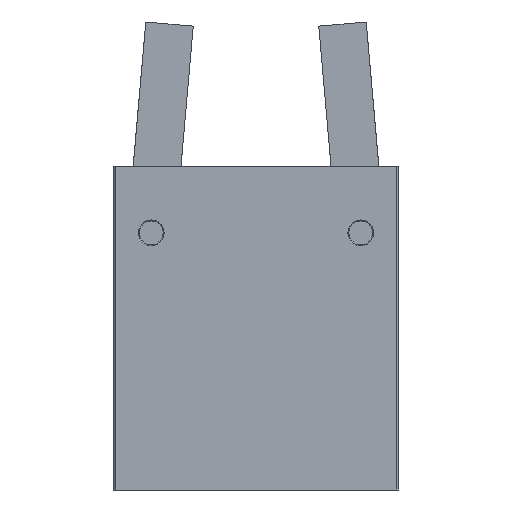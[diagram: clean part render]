
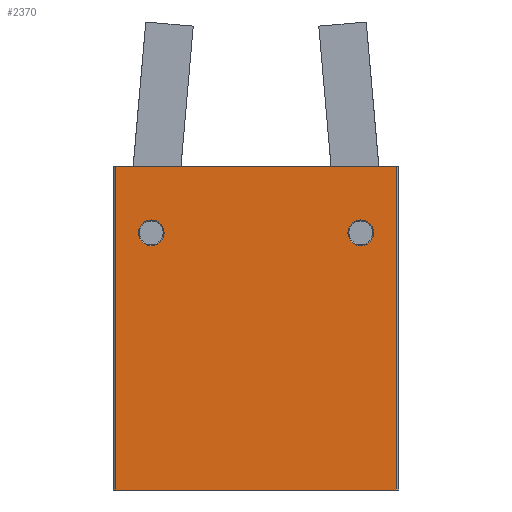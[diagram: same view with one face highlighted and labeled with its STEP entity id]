
A CAD part, left-side view. The second image highlights one B-rep face of the part: STEP entity #2370.
In plain terms, the highlighted planar face has unit normal (-1, 0, 0).
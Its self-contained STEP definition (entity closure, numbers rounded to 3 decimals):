
#2235=AXIS2_PLACEMENT_3D('Plane Axis2P3D',#2232,#2233,#2234) ;
#829=CARTESIAN_POINT('Line Origine',(-20.,0.,-68.)) ;
#833=CARTESIAN_POINT('Vertex',(-20.,-29.5,-68.)) ;
#835=CARTESIAN_POINT('Vertex',(-20.,29.5,-68.)) ;
#2232=CARTESIAN_POINT('Axis2P3D Location',(-20.,-29.5,-68.)) ;
#2237=CARTESIAN_POINT('Line Origine',(-20.,0.,0.)) ;
#2241=CARTESIAN_POINT('Vertex',(-20.,-29.5,0.)) ;
#2243=CARTESIAN_POINT('Vertex',(-20.,29.5,0.)) ;
#2246=CARTESIAN_POINT('Line Origine',(-20.,29.5,-34.)) ;
#2251=CARTESIAN_POINT('Line Origine',(-20.,-29.5,-34.)) ;
#2263=CARTESIAN_POINT('Control Point',(-20.,-22.,-11.3)) ;
#2264=CARTESIAN_POINT('Control Point',(-20.,-21.678,-11.3)) ;
#2265=CARTESIAN_POINT('Control Point',(-20.,-21.356,-11.348)) ;
#2266=CARTESIAN_POINT('Control Point',(-20.,-21.044,-11.444)) ;
#2267=CARTESIAN_POINT('Control Point',(-20.,-20.457,-11.726)) ;
#2268=CARTESIAN_POINT('Control Point',(-20.,-19.978,-12.167)) ;
#2269=CARTESIAN_POINT('Control Point',(-20.,-19.773,-12.422)) ;
#2270=CARTESIAN_POINT('Control Point',(-20.,-19.446,-12.985)) ;
#2271=CARTESIAN_POINT('Control Point',(-20.,-19.298,-13.619)) ;
#2272=CARTESIAN_POINT('Control Point',(-20.,-19.271,-13.945)) ;
#2273=CARTESIAN_POINT('Control Point',(-20.,-19.317,-14.594)) ;
#2274=CARTESIAN_POINT('Control Point',(-20.,-19.55,-15.202)) ;
#2275=CARTESIAN_POINT('Control Point',(-20.,-19.711,-15.487)) ;
#2276=CARTESIAN_POINT('Control Point',(-20.,-20.114,-15.999)) ;
#2277=CARTESIAN_POINT('Control Point',(-20.,-20.648,-16.371)) ;
#2278=CARTESIAN_POINT('Control Point',(-20.,-20.941,-16.515)) ;
#2279=CARTESIAN_POINT('Control Point',(-20.,-21.335,-16.641)) ;
#2280=CARTESIAN_POINT('Control Point',(-20.,-21.741,-16.69)) ;
#2281=CARTESIAN_POINT('Control Point',(-20.,-21.827,-16.697)) ;
#2282=CARTESIAN_POINT('Control Point',(-20.,-21.914,-16.7)) ;
#2283=CARTESIAN_POINT('Control Point',(-20.,-22.,-16.7)) ;
#2284=CARTESIAN_POINT('Vertex',(-20.,-22.,-11.3)) ;
#2286=CARTESIAN_POINT('Vertex',(-20.,-22.,-16.7)) ;
#2290=CARTESIAN_POINT('Control Point',(-20.,-22.,-16.7)) ;
#2291=CARTESIAN_POINT('Control Point',(-20.,-22.322,-16.7)) ;
#2292=CARTESIAN_POINT('Control Point',(-20.,-22.644,-16.652)) ;
#2293=CARTESIAN_POINT('Control Point',(-20.,-22.956,-16.556)) ;
#2294=CARTESIAN_POINT('Control Point',(-20.,-23.543,-16.274)) ;
#2295=CARTESIAN_POINT('Control Point',(-20.,-24.022,-15.833)) ;
#2296=CARTESIAN_POINT('Control Point',(-20.,-24.227,-15.578)) ;
#2297=CARTESIAN_POINT('Control Point',(-20.,-24.554,-15.015)) ;
#2298=CARTESIAN_POINT('Control Point',(-20.,-24.702,-14.381)) ;
#2299=CARTESIAN_POINT('Control Point',(-20.,-24.729,-14.055)) ;
#2300=CARTESIAN_POINT('Control Point',(-20.,-24.683,-13.406)) ;
#2301=CARTESIAN_POINT('Control Point',(-20.,-24.45,-12.798)) ;
#2302=CARTESIAN_POINT('Control Point',(-20.,-24.289,-12.513)) ;
#2303=CARTESIAN_POINT('Control Point',(-20.,-23.886,-12.001)) ;
#2304=CARTESIAN_POINT('Control Point',(-20.,-23.352,-11.629)) ;
#2305=CARTESIAN_POINT('Control Point',(-20.,-23.059,-11.485)) ;
#2306=CARTESIAN_POINT('Control Point',(-20.,-22.665,-11.359)) ;
#2307=CARTESIAN_POINT('Control Point',(-20.,-22.259,-11.31)) ;
#2308=CARTESIAN_POINT('Control Point',(-20.,-22.173,-11.303)) ;
#2309=CARTESIAN_POINT('Control Point',(-20.,-22.086,-11.3)) ;
#2310=CARTESIAN_POINT('Control Point',(-20.,-22.,-11.3)) ;
#2317=CARTESIAN_POINT('Control Point',(-20.,22.,-11.3)) ;
#2318=CARTESIAN_POINT('Control Point',(-20.,22.322,-11.3)) ;
#2319=CARTESIAN_POINT('Control Point',(-20.,22.644,-11.348)) ;
#2320=CARTESIAN_POINT('Control Point',(-20.,22.956,-11.444)) ;
#2321=CARTESIAN_POINT('Control Point',(-20.,23.543,-11.726)) ;
#2322=CARTESIAN_POINT('Control Point',(-20.,24.022,-12.167)) ;
#2323=CARTESIAN_POINT('Control Point',(-20.,24.227,-12.422)) ;
#2324=CARTESIAN_POINT('Control Point',(-20.,24.554,-12.985)) ;
#2325=CARTESIAN_POINT('Control Point',(-20.,24.702,-13.619)) ;
#2326=CARTESIAN_POINT('Control Point',(-20.,24.729,-13.945)) ;
#2327=CARTESIAN_POINT('Control Point',(-20.,24.683,-14.594)) ;
#2328=CARTESIAN_POINT('Control Point',(-20.,24.45,-15.202)) ;
#2329=CARTESIAN_POINT('Control Point',(-20.,24.289,-15.487)) ;
#2330=CARTESIAN_POINT('Control Point',(-20.,23.886,-15.999)) ;
#2331=CARTESIAN_POINT('Control Point',(-20.,23.352,-16.371)) ;
#2332=CARTESIAN_POINT('Control Point',(-20.,23.059,-16.515)) ;
#2333=CARTESIAN_POINT('Control Point',(-20.,22.665,-16.641)) ;
#2334=CARTESIAN_POINT('Control Point',(-20.,22.259,-16.69)) ;
#2335=CARTESIAN_POINT('Control Point',(-20.,22.173,-16.697)) ;
#2336=CARTESIAN_POINT('Control Point',(-20.,22.086,-16.7)) ;
#2337=CARTESIAN_POINT('Control Point',(-20.,22.,-16.7)) ;
#2338=CARTESIAN_POINT('Vertex',(-20.,22.,-11.3)) ;
#2340=CARTESIAN_POINT('Vertex',(-20.,22.,-16.7)) ;
#2344=CARTESIAN_POINT('Control Point',(-20.,22.,-16.7)) ;
#2345=CARTESIAN_POINT('Control Point',(-20.,21.678,-16.7)) ;
#2346=CARTESIAN_POINT('Control Point',(-20.,21.356,-16.652)) ;
#2347=CARTESIAN_POINT('Control Point',(-20.,21.044,-16.556)) ;
#2348=CARTESIAN_POINT('Control Point',(-20.,20.457,-16.274)) ;
#2349=CARTESIAN_POINT('Control Point',(-20.,19.978,-15.833)) ;
#2350=CARTESIAN_POINT('Control Point',(-20.,19.773,-15.578)) ;
#2351=CARTESIAN_POINT('Control Point',(-20.,19.446,-15.015)) ;
#2352=CARTESIAN_POINT('Control Point',(-20.,19.298,-14.381)) ;
#2353=CARTESIAN_POINT('Control Point',(-20.,19.271,-14.055)) ;
#2354=CARTESIAN_POINT('Control Point',(-20.,19.317,-13.406)) ;
#2355=CARTESIAN_POINT('Control Point',(-20.,19.55,-12.798)) ;
#2356=CARTESIAN_POINT('Control Point',(-20.,19.711,-12.513)) ;
#2357=CARTESIAN_POINT('Control Point',(-20.,20.114,-12.001)) ;
#2358=CARTESIAN_POINT('Control Point',(-20.,20.648,-11.629)) ;
#2359=CARTESIAN_POINT('Control Point',(-20.,20.941,-11.485)) ;
#2360=CARTESIAN_POINT('Control Point',(-20.,21.335,-11.359)) ;
#2361=CARTESIAN_POINT('Control Point',(-20.,21.741,-11.31)) ;
#2362=CARTESIAN_POINT('Control Point',(-20.,21.827,-11.303)) ;
#2363=CARTESIAN_POINT('Control Point',(-20.,21.914,-11.3)) ;
#2364=CARTESIAN_POINT('Control Point',(-20.,22.,-11.3)) ;
#830=DIRECTION('Vector Direction',(0.,1.,0.)) ;
#2233=DIRECTION('Axis2P3D Direction',(1.,0.,-0.)) ;
#2234=DIRECTION('Axis2P3D XDirection',(0.,0.,1.)) ;
#2238=DIRECTION('Vector Direction',(0.,1.,0.)) ;
#2247=DIRECTION('Vector Direction',(0.,0.,1.)) ;
#2252=DIRECTION('Vector Direction',(0.,0.,1.)) ;
#831=VECTOR('Line Direction',#830,1.) ;
#2239=VECTOR('Line Direction',#2238,1.) ;
#2248=VECTOR('Line Direction',#2247,1.) ;
#2253=VECTOR('Line Direction',#2252,1.) ;
#2257=ORIENTED_EDGE('',*,*,#2245,.T.) ;
#2258=ORIENTED_EDGE('',*,*,#2250,.F.) ;
#2259=ORIENTED_EDGE('',*,*,#837,.F.) ;
#2260=ORIENTED_EDGE('',*,*,#2255,.T.) ;
#2313=ORIENTED_EDGE('',*,*,#2288,.F.) ;
#2314=ORIENTED_EDGE('',*,*,#2311,.F.) ;
#2367=ORIENTED_EDGE('',*,*,#2342,.F.) ;
#2368=ORIENTED_EDGE('',*,*,#2365,.F.) ;
#2315=FACE_BOUND('',#2312,.T.) ;
#2369=FACE_BOUND('',#2366,.T.) ;
#2370=ADVANCED_FACE('GPA_32_T03_1357547_TUENKERS',(#2261,#2315,#2369),#2236,.F.) ;
#2262=B_SPLINE_CURVE_WITH_KNOTS('',5,(#2263,#2264,#2265,#2266,#2267,#2268,#2269,#2270,#2271,#2272,#2273,#2274,#2275,#2276,#2277,#2278,#2279,#2280,#2281,#2282,#2283),.UNSPECIFIED.,.F.,.U.,(6,3,3,3,3,3,6),(0.,2.277,4.554,6.83,9.107,11.384,11.995),.UNSPECIFIED.) ;
#2289=B_SPLINE_CURVE_WITH_KNOTS('',5,(#2290,#2291,#2292,#2293,#2294,#2295,#2296,#2297,#2298,#2299,#2300,#2301,#2302,#2303,#2304,#2305,#2306,#2307,#2308,#2309,#2310),.UNSPECIFIED.,.F.,.U.,(6,3,3,3,3,3,6),(0.,2.277,4.554,6.83,9.107,11.384,11.995),.UNSPECIFIED.) ;
#2316=B_SPLINE_CURVE_WITH_KNOTS('',5,(#2317,#2318,#2319,#2320,#2321,#2322,#2323,#2324,#2325,#2326,#2327,#2328,#2329,#2330,#2331,#2332,#2333,#2334,#2335,#2336,#2337),.UNSPECIFIED.,.F.,.U.,(6,3,3,3,3,3,6),(0.,2.277,4.554,6.83,9.107,11.384,11.995),.UNSPECIFIED.) ;
#2343=B_SPLINE_CURVE_WITH_KNOTS('',5,(#2344,#2345,#2346,#2347,#2348,#2349,#2350,#2351,#2352,#2353,#2354,#2355,#2356,#2357,#2358,#2359,#2360,#2361,#2362,#2363,#2364),.UNSPECIFIED.,.F.,.U.,(6,3,3,3,3,3,6),(0.,2.277,4.554,6.83,9.107,11.384,11.995),.UNSPECIFIED.) ;
#837=EDGE_CURVE('',#834,#836,#832,.T.) ;
#2245=EDGE_CURVE('',#2242,#2244,#2240,.T.) ;
#2250=EDGE_CURVE('',#836,#2244,#2249,.T.) ;
#2255=EDGE_CURVE('',#834,#2242,#2254,.T.) ;
#2288=EDGE_CURVE('',#2285,#2287,#2262,.T.) ;
#2311=EDGE_CURVE('',#2287,#2285,#2289,.T.) ;
#2342=EDGE_CURVE('',#2339,#2341,#2316,.T.) ;
#2365=EDGE_CURVE('',#2341,#2339,#2343,.T.) ;
#2256=EDGE_LOOP('',(#2257,#2258,#2259,#2260)) ;
#2312=EDGE_LOOP('',(#2313,#2314)) ;
#2366=EDGE_LOOP('',(#2367,#2368)) ;
#2261=FACE_OUTER_BOUND('',#2256,.T.) ;
#832=LINE('Line',#829,#831) ;
#2240=LINE('Line',#2237,#2239) ;
#2249=LINE('Line',#2246,#2248) ;
#2254=LINE('Line',#2251,#2253) ;
#2236=PLANE('Plane',#2235) ;
#834=VERTEX_POINT('',#833) ;
#836=VERTEX_POINT('',#835) ;
#2242=VERTEX_POINT('',#2241) ;
#2244=VERTEX_POINT('',#2243) ;
#2285=VERTEX_POINT('',#2284) ;
#2287=VERTEX_POINT('',#2286) ;
#2339=VERTEX_POINT('',#2338) ;
#2341=VERTEX_POINT('',#2340) ;
